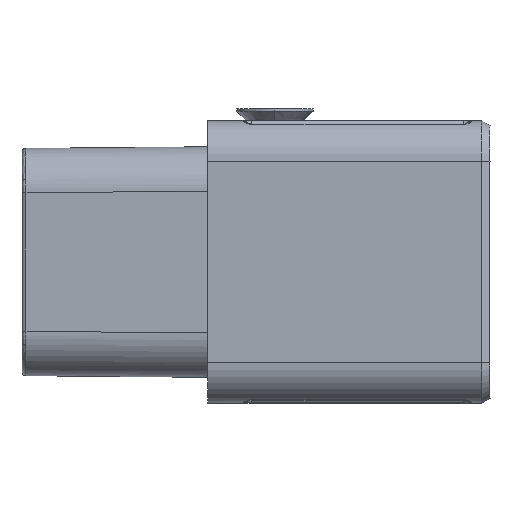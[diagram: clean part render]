
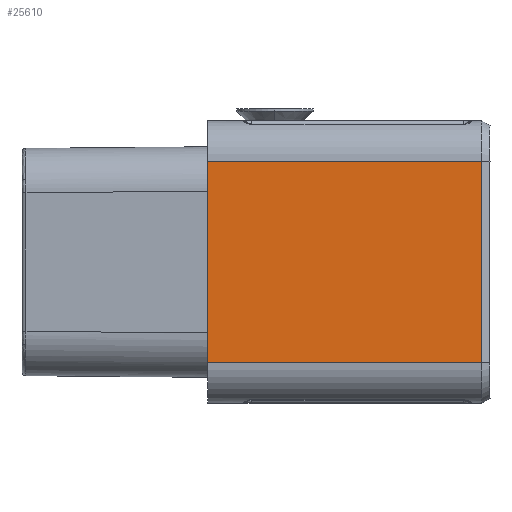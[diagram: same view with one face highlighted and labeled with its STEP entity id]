
A CAD part, left-side view. The second image highlights one B-rep face of the part: STEP entity #25610.
In plain terms, the highlighted planar face has unit normal (-1, 0, 0).
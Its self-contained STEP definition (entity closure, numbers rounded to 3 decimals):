
#4287=DIRECTION('',(0.,-1.,0.));
#4288=VECTOR('',#4287,20.394);
#4289=CARTESIAN_POINT('',(-10.5,0.,-7.5));
#4290=LINE('',#4289,#4288);
#4934=DIRECTION('',(0.,1.,0.));
#4935=VECTOR('',#4934,20.394);
#4936=CARTESIAN_POINT('',(-10.5,-20.394,
7.5));
#4937=LINE('',#4936,#4935);
#4972=DIRECTION('',(0.,0.,-1.));
#4973=VECTOR('',#4972,15.);
#4974=CARTESIAN_POINT('',(-10.5,-20.394,
7.5));
#4975=LINE('',#4974,#4973);
#4999=DIRECTION('',(0.,0.,1.));
#5000=VECTOR('',#4999,15.);
#5001=CARTESIAN_POINT('',(-10.5,0.,-7.5));
#5002=LINE('',#5001,#5000);
#11874=CARTESIAN_POINT('',(-10.5,0.,-7.5));
#11876=VERTEX_POINT('',#11874);
#11877=CARTESIAN_POINT('',(-10.5,0.,7.5));
#11879=VERTEX_POINT('',#11877);
#12615=CARTESIAN_POINT('',(-10.5,-20.394,-7.5));
#12616=VERTEX_POINT('',#12615);
#12619=CARTESIAN_POINT('',(-10.5,-20.394,
7.5));
#12620=VERTEX_POINT('',#12619);
#25598=CARTESIAN_POINT('',(-10.5,0.,-10.5));
#25599=DIRECTION('',(-1.,0.,0.));
#25600=DIRECTION('',(0.,0.,1.));
#25601=AXIS2_PLACEMENT_3D('',#25598,#25599,#25600);
#25602=PLANE('',#25601);
#25603=ORIENTED_EDGE('',*,*,#24012,.T.);
#25604=ORIENTED_EDGE('',*,*,#24077,.F.);
#25606=ORIENTED_EDGE('',*,*,#25605,.T.);
#25607=ORIENTED_EDGE('',*,*,#25568,.F.);
#25608=EDGE_LOOP('',(#25603,#25604,#25606,#25607));
#25609=FACE_OUTER_BOUND('',#25608,.F.);
#24012=EDGE_CURVE('',#12620,#12616,#4975,.T.);
#24077=EDGE_CURVE('',#11876,#12616,#4290,.T.);
#25568=EDGE_CURVE('',#12620,#11879,#4937,.T.);
#25605=EDGE_CURVE('',#11876,#11879,#5002,.T.);
#25610=ADVANCED_FACE('',(#25609),#25602,.T.);
